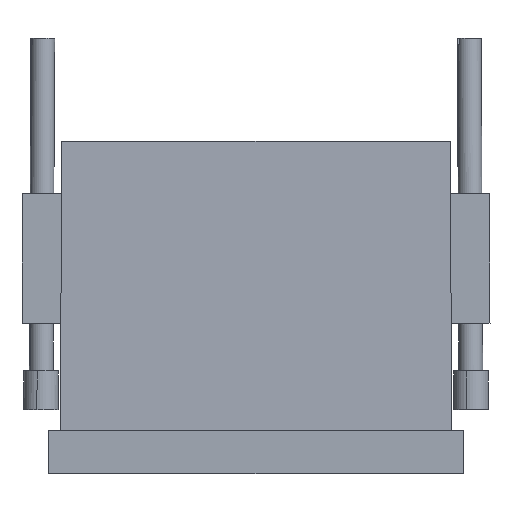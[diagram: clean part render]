
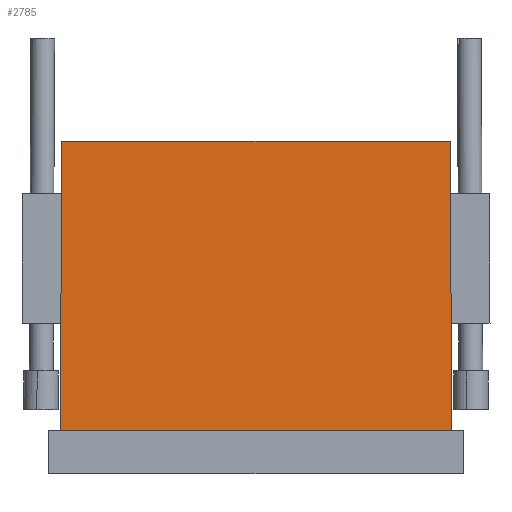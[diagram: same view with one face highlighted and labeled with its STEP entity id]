
A CAD part, front view. The second image highlights one B-rep face of the part: STEP entity #2785.
In plain terms, the highlighted planar face has unit normal (0, -1, 0.005).
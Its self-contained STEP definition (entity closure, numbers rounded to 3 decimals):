
#281 = CARTESIAN_POINT ( 'NONE',  ( 45.306, -22.656, -67. ) ) ;
#322 = VERTEX_POINT ( 'NONE', #1371 ) ;
#872 = CARTESIAN_POINT ( 'NONE',  ( -45., -22.35, 0. ) ) ;
#1009 = EDGE_LOOP ( 'NONE', ( #2482, #2049, #1756, #1440 ) ) ;
#1153 = FACE_OUTER_BOUND ( 'NONE', #1009, .T. ) ;
#1186 = CARTESIAN_POINT ( 'NONE',  ( 44.998, -22.348, 0.412 ) ) ;
#1214 = CARTESIAN_POINT ( 'NONE',  ( -45.306, -22.656, -67. ) ) ;
#1322 = EDGE_CURVE ( 'NONE', #322, #2400, #2496, .T. ) ;
#1371 = CARTESIAN_POINT ( 'NONE',  ( -45., -22.35, 0. ) ) ;
#1372 = VECTOR ( 'NONE', #1817, 1000. ) ;
#1440 = ORIENTED_EDGE ( 'NONE', *, *, #1910, .T. ) ;
#1467 = DIRECTION ( 'NONE',  ( 0.005, 0.005, 1. ) ) ;
#1581 = DIRECTION ( 'NONE',  ( 1., 0., 0. ) ) ;
#1756 = ORIENTED_EDGE ( 'NONE', *, *, #2375, .T. ) ;
#1786 = VECTOR ( 'NONE', #1581, 1000. ) ;
#1817 = DIRECTION ( 'NONE',  ( 1., 0., 0. ) ) ;
#1828 = LINE ( 'NONE', #2042, #1786 ) ;
#1910 = EDGE_CURVE ( 'NONE', #2610, #2400, #2794, .T. ) ;
#2042 = CARTESIAN_POINT ( 'NONE',  ( -45., -22.656, -67. ) ) ;
#2049 = ORIENTED_EDGE ( 'NONE', *, *, #2595, .F. ) ;
#2102 = CARTESIAN_POINT ( 'NONE',  ( -45., -22.35, 0. ) ) ;
#2106 = VECTOR ( 'NONE', #1467, 1000. ) ;
#2129 = VERTEX_POINT ( 'NONE', #1214 ) ;
#2178 = DIRECTION ( 'NONE',  ( 0., -0.005, -1. ) ) ;
#2203 = VECTOR ( 'NONE', #3065, 1000. ) ;
#2204 = CARTESIAN_POINT ( 'NONE',  ( -44.999, -22.349, 0.204 ) ) ;
#2375 = EDGE_CURVE ( 'NONE', #2129, #2610, #1828, .T. ) ;
#2400 = VERTEX_POINT ( 'NONE', #2542 ) ;
#2413 = DIRECTION ( 'NONE',  ( 0., -1., 0.005 ) ) ;
#2482 = ORIENTED_EDGE ( 'NONE', *, *, #1322, .F. ) ;
#2496 = LINE ( 'NONE', #872, #1372 ) ;
#2542 = CARTESIAN_POINT ( 'NONE',  ( 45., -22.35, 0. ) ) ;
#2583 = LINE ( 'NONE', #2204, #2106 ) ;
#2595 = EDGE_CURVE ( 'NONE', #2129, #322, #2583, .T. ) ;
#2610 = VERTEX_POINT ( 'NONE', #281 ) ;
#2785 = ADVANCED_FACE ( 'NONE', ( #1153 ), #3086, .T. ) ;
#2794 = LINE ( 'NONE', #1186, #2203 ) ;
#3065 = DIRECTION ( 'NONE',  ( -0.005, 0.005, 1. ) ) ;
#3086 = PLANE ( 'NONE',  #3088 ) ;
#3088 = AXIS2_PLACEMENT_3D ( 'NONE', #2102, #2413, #2178 ) ;
